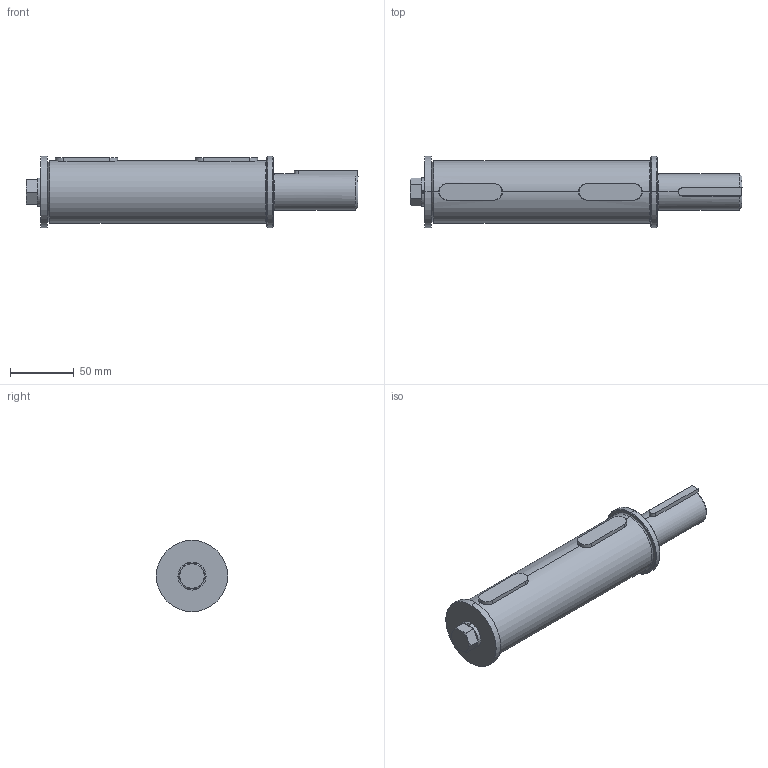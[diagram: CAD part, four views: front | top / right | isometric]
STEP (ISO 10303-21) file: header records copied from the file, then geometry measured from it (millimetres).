
FILE_DESCRIPTION (( 'STEP AP203' ), '1' );
FILE_NAME ('WGSS-262-S-1125.step', '2023-01-30T20:54:47', ( '' ), ( '' ), 'SwSTEP 2.0', 'SolidWorks 2021', '' );
FILE_SCHEMA (( 'CONFIG_CONTROL_DESIGN' ));
Length unit declared in the file: inch
Products named in the file (1): WGSS-262-S-1125
Bounding box: 261.24 x 56 x 56 mm (x, y, z)
Volume: 403148.8 mm3; surface area: 55639.3 mm2
Topology: 7 solids, 7 shells, 93 faces, 206 edges, 129 vertices
Faces by surface type: plane 41, cylinder 31, cone 17, bspline 4
Entity records: 3121 total; most frequent: CARTESIAN_POINT 1007, DIRECTION 430, ORIENTED_EDGE 408, EDGE_CURVE 204, AXIS2_PLACEMENT_3D 164, VERTEX_POINT 129, VECTOR 102, LINE 102
